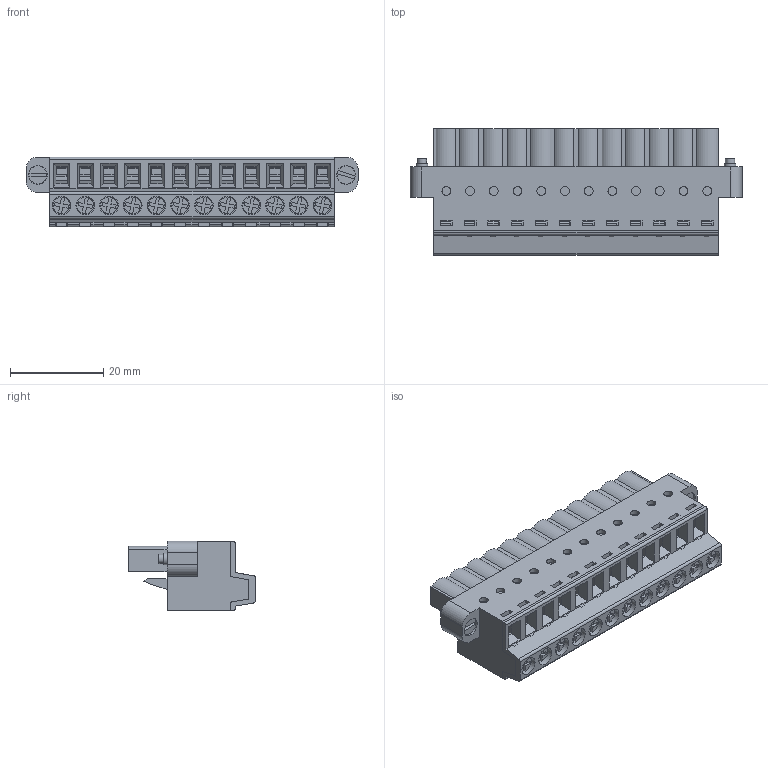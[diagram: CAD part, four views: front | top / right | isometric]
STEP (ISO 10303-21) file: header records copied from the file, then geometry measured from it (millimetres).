
FILE_DESCRIPTION(/* description */ ('Unknown'),/* implementation_level */ '2;1');
FILE_NAME(/* name */ '691374500012B',/* time_stamp */ '2023-01-10T13:43:08+01:00',/* author */ ('Unknown'),/* organization */ ('Unknown'),/* preprocessor_version */ 'ST-DEVELOPER v16.7',/* originating_system */ 'Solid Edge',/* authorisation */ 'Unknown');
FILE_SCHEMA (('AUTOMOTIVE_DESIGN {1 0 10303 214 3 1 1}'));
Length unit declared in the file: millimetre
Products named in the file (8): 6913745000xxB; 691374500012B_COQUE; 691374500012B; 6913745000xxB_CLAPET; 6913745000xxB_MASS; 6913745000xxB_PIN; 6913745000xxB_VIS; 6913745000xxB_VIS_2
Assembly tree (52 placements, depth 2):
  6913745000xxB
    691374500012B_COQUE
    691374500012B
    6913745000xxB_CLAPET  x12
    6913745000xxB_MASS  x12
    6913745000xxB_PIN  x12
    6913745000xxB_VIS  x12
    6913745000xxB_VIS_2  x2
Bounding box: 71.12 x 27.1 x 14.9 mm (x, y, z)
Volume: 11880.4 mm3; surface area: 28251 mm2
Topology: 52 solids, 52 shells, 3046 faces, 8393 edges, 5508 vertices
Faces by surface type: plane 2356, cylinder 678, cone 12
Full cylindrical faces by diameter (mm): 1.9 x12, 1.998 x2, 2.003 x12, 2.5 x26, 2.7 x2, 3 x12, 3.1 x12, 3.6 x12, 3.9 x2, 3.99 x12, 4 x2, 4.1 x12
Entity records: 46391 total; most frequent: CARTESIAN_POINT 8092, ORIENTED_EDGE 7934, DIRECTION 7248, EDGE_CURVE 3967, LINE 3646, VECTOR 3646, VERTEX_POINT 2635, AXIS2_PLACEMENT_3D 1801
